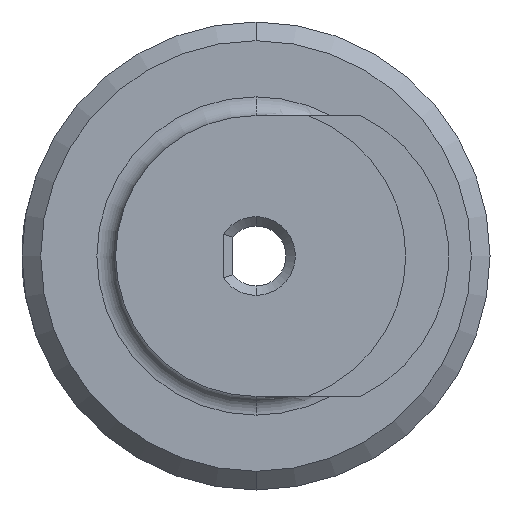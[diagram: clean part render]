
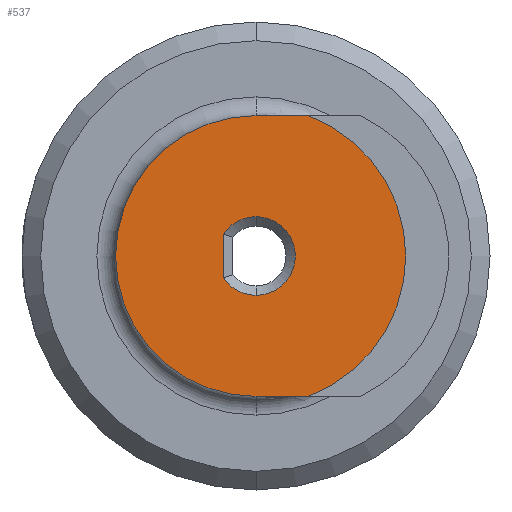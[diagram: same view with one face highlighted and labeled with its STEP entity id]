
A CAD part, front view. The second image highlights one B-rep face of the part: STEP entity #537.
In plain terms, the highlighted planar face has unit normal (0, -1, 0).
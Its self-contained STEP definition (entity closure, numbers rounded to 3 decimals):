
#2 = CARTESIAN_POINT ( 'NONE',  ( 2.784, -2.2, -7.5 ) ) ;
#34 = CARTESIAN_POINT ( 'NONE',  ( 0., -2.2, 0. ) ) ;
#45 = FACE_OUTER_BOUND ( 'NONE', #807, .T. ) ;
#52 = CARTESIAN_POINT ( 'NONE',  ( -1.75, -2.2, 0.999 ) ) ;
#66 = DIRECTION ( 'NONE',  ( 0., 0., 1. ) ) ;
#68 = CARTESIAN_POINT ( 'NONE',  ( -1.75, -2.2, 1.161 ) ) ;
#79 = EDGE_CURVE ( 'NONE', #578, #389, #763, .T. ) ;
#89 = CARTESIAN_POINT ( 'NONE',  ( 0., -2.2, 0. ) ) ;
#98 = CIRCLE ( 'NONE', #615, 2.1 ) ;
#127 = AXIS2_PLACEMENT_3D ( 'NONE', #657, #451, #344 ) ;
#185 = EDGE_CURVE ( 'NONE', #419, #785, #1046, .T. ) ;
#212 = EDGE_CURVE ( 'NONE', #342, #623, #545, .T. ) ;
#242 = EDGE_CURVE ( 'NONE', #698, #419, #980, .T. ) ;
#248 = FACE_BOUND ( 'NONE', #290, .T. ) ;
#256 = DIRECTION ( 'NONE',  ( 0., 1., 0. ) ) ;
#267 = DIRECTION ( 'NONE',  ( 0., 0., -1. ) ) ;
#290 = EDGE_LOOP ( 'NONE', ( #601, #908, #1202, #496 ) ) ;
#299 = CARTESIAN_POINT ( 'NONE',  ( 0., -2.2, 7.5 ) ) ;
#335 = VECTOR ( 'NONE', #757, 1000. ) ;
#342 = VERTEX_POINT ( 'NONE', #438 ) ;
#344 = DIRECTION ( 'NONE',  ( 0., 0., -1. ) ) ;
#362 = CARTESIAN_POINT ( 'NONE',  ( 0., -2.2, -7.5 ) ) ;
#371 = CARTESIAN_POINT ( 'NONE',  ( 0., -2.2, 2.1 ) ) ;
#389 = VERTEX_POINT ( 'NONE', #891 ) ;
#390 = DIRECTION ( 'NONE',  ( 0., 0., -1. ) ) ;
#419 = VERTEX_POINT ( 'NONE', #1178 ) ;
#438 = CARTESIAN_POINT ( 'NONE',  ( -1.75, -2.2, -1.161 ) ) ;
#451 = DIRECTION ( 'NONE',  ( 0., -1., 0. ) ) ;
#480 = AXIS2_PLACEMENT_3D ( 'NONE', #732, #539, #1006 ) ;
#496 = ORIENTED_EDGE ( 'NONE', *, *, #212, .T. ) ;
#505 = EDGE_CURVE ( 'NONE', #785, #771, #1038, .T. ) ;
#523 = DIRECTION ( 'NONE',  ( 0., 0., -1. ) ) ;
#537 = ADVANCED_FACE ( 'NONE', ( #248, #45 ), #812, .T. ) ;
#539 = DIRECTION ( 'NONE',  ( 0., -1., 0. ) ) ;
#545 = LINE ( 'NONE', #52, #924 ) ;
#569 = CARTESIAN_POINT ( 'NONE',  ( 0., -2.2, 0. ) ) ;
#578 = VERTEX_POINT ( 'NONE', #371 ) ;
#601 = ORIENTED_EDGE ( 'NONE', *, *, #913, .T. ) ;
#615 = AXIS2_PLACEMENT_3D ( 'NONE', #569, #256, #1054 ) ;
#623 = VERTEX_POINT ( 'NONE', #68 ) ;
#657 = CARTESIAN_POINT ( 'NONE',  ( 0., -2.2, 0. ) ) ;
#698 = VERTEX_POINT ( 'NONE', #299 ) ;
#732 = CARTESIAN_POINT ( 'NONE',  ( 0., -2.2, 0. ) ) ;
#733 = DIRECTION ( 'NONE',  ( 1., 0., 0. ) ) ;
#757 = DIRECTION ( 'NONE',  ( 1., 0., 0. ) ) ;
#763 = CIRCLE ( 'NONE', #861, 2.1 ) ;
#771 = VERTEX_POINT ( 'NONE', #1171 ) ;
#785 = VERTEX_POINT ( 'NONE', #2 ) ;
#786 = DIRECTION ( 'NONE',  ( 0., 1., 0. ) ) ;
#791 = ORIENTED_EDGE ( 'NONE', *, *, #185, .T. ) ;
#807 = EDGE_LOOP ( 'NONE', ( #791, #1041, #1086, #1060 ) ) ;
#812 = PLANE ( 'NONE',  #1227 ) ;
#835 = CARTESIAN_POINT ( 'NONE',  ( 0., -2.2, 7.5 ) ) ;
#857 = AXIS2_PLACEMENT_3D ( 'NONE', #89, #786, #390 ) ;
#861 = AXIS2_PLACEMENT_3D ( 'NONE', #1263, #1058, #267 ) ;
#891 = CARTESIAN_POINT ( 'NONE',  ( 0., -2.2, -2.1 ) ) ;
#908 = ORIENTED_EDGE ( 'NONE', *, *, #79, .T. ) ;
#913 = EDGE_CURVE ( 'NONE', #623, #578, #1229, .T. ) ;
#924 = VECTOR ( 'NONE', #66, 1000. ) ;
#980 = CIRCLE ( 'NONE', #127, 7.5 ) ;
#1006 = DIRECTION ( 'NONE',  ( 0., 0., -1. ) ) ;
#1025 = LINE ( 'NONE', #835, #1079 ) ;
#1038 = CIRCLE ( 'NONE', #480, 8. ) ;
#1041 = ORIENTED_EDGE ( 'NONE', *, *, #505, .T. ) ;
#1046 = LINE ( 'NONE', #362, #335 ) ;
#1054 = DIRECTION ( 'NONE',  ( 0., 0., -1. ) ) ;
#1058 = DIRECTION ( 'NONE',  ( 0., 1., 0. ) ) ;
#1060 = ORIENTED_EDGE ( 'NONE', *, *, #242, .T. ) ;
#1079 = VECTOR ( 'NONE', #733, 1000. ) ;
#1086 = ORIENTED_EDGE ( 'NONE', *, *, #1113, .F. ) ;
#1113 = EDGE_CURVE ( 'NONE', #698, #771, #1025, .T. ) ;
#1171 = CARTESIAN_POINT ( 'NONE',  ( 2.784, -2.2, 7.5 ) ) ;
#1178 = CARTESIAN_POINT ( 'NONE',  ( 0., -2.2, -7.5 ) ) ;
#1202 = ORIENTED_EDGE ( 'NONE', *, *, #1257, .T. ) ;
#1205 = DIRECTION ( 'NONE',  ( 0., -1., 0. ) ) ;
#1227 = AXIS2_PLACEMENT_3D ( 'NONE', #34, #1205, #523 ) ;
#1229 = CIRCLE ( 'NONE', #857, 2.1 ) ;
#1257 = EDGE_CURVE ( 'NONE', #389, #342, #98, .T. ) ;
#1263 = CARTESIAN_POINT ( 'NONE',  ( 0., -2.2, 0. ) ) ;
